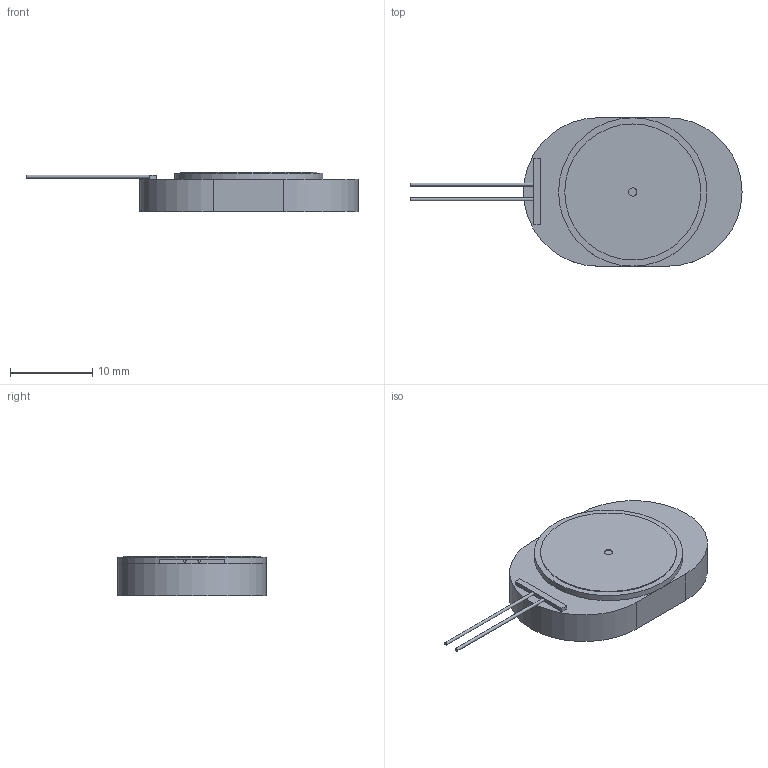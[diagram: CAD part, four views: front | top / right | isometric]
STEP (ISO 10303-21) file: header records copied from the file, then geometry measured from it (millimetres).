
FILE_DESCRIPTION(/* description */ ('Alibre Inc.'),/* implementation_level */ '2;1');
FILE_NAME(/* name */ 'export0',/* time_stamp */ '2018-11-01T08:06:52-05:00',/* author */ (''),/* organization */ (''),/* preprocessor_version */ 'ST-DEVELOPER v17',/* originating_system */ 'Alibre',/* authorisation */ '');
FILE_SCHEMA (('CONFIG_CONTROL_DESIGN'));
Length unit declared in the file: millimetre
Products named in the file (1): ID_1
Bounding box: 40.27 x 18 x 4.8 mm (x, y, z)
Volume: 1400.8 mm3; surface area: 1376.5 mm2
Topology: 1 solids, 1 shells, 45 faces, 82 edges, 54 vertices
Faces by surface type: plane 27, cylinder 18
Full cylindrical faces by diameter (mm): 0.36 x2, 1 x1, 3 x2, 4.25 x6, 5.5 x1, 16.5 x1, 18 x1
Entity records: 1084 total; most frequent: DIRECTION 164, CARTESIAN_POINT 162, ORIENTED_EDGE 134, AXIS2_PLACEMENT_3D 81, EDGE_LOOP 74, FACE_BOUND 74, EDGE_CURVE 67, VERTEX_POINT 53
